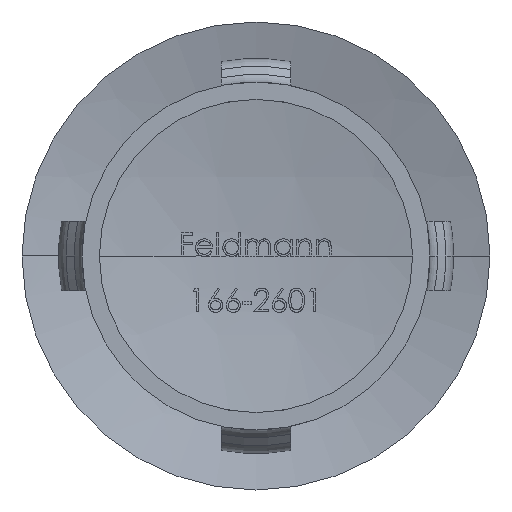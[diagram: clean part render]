
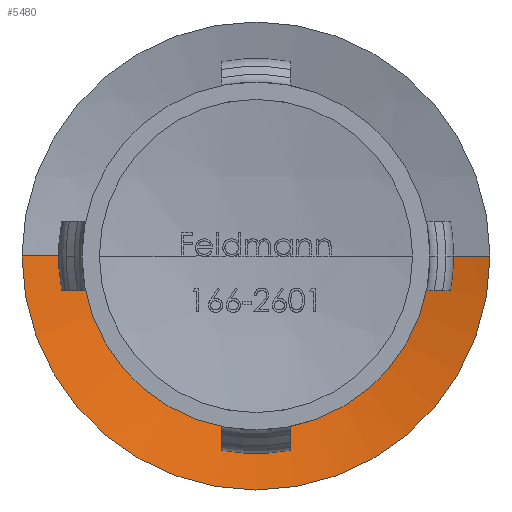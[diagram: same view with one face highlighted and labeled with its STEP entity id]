
A CAD part, front view. The second image highlights one B-rep face of the part: STEP entity #5480.
In plain terms, the highlighted spherical face has radius 47.5 mm.
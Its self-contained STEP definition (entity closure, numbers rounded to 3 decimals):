
#191 = DIRECTION ( 'NONE',  ( 1., 0., 0. ) ) ;
#338 = CARTESIAN_POINT ( 'NONE',  ( -10., 24.435, 0. ) ) ;
#388 = VERTEX_POINT ( 'NONE', #13563 ) ;
#813 = AXIS2_PLACEMENT_3D ( 'NONE', #3917, #9353, #9153 ) ;
#857 = EDGE_CURVE ( 'NONE', #2542, #388, #1533, .T. ) ;
#1277 = VERTEX_POINT ( 'NONE', #10506 ) ;
#1339 = AXIS2_PLACEMENT_3D ( 'NONE', #2795, #11487, #3828 ) ;
#1533 = CIRCLE ( 'NONE', #813, 47.5 ) ;
#2005 = ORIENTED_EDGE ( 'NONE', *, *, #857, .T. ) ;
#2052 = DIRECTION ( 'NONE',  ( 1., 0., 0. ) ) ;
#2225 = AXIS2_PLACEMENT_3D ( 'NONE', #13243, #8883, #191 ) ;
#2542 = VERTEX_POINT ( 'NONE', #338 ) ;
#2795 = CARTESIAN_POINT ( 'NONE',  ( 0., 23.556, 0. ) ) ;
#3828 = DIRECTION ( 'NONE',  ( 1., 0., 0. ) ) ;
#3917 = CARTESIAN_POINT ( 'NONE',  ( 0., -22., 0. ) ) ;
#3957 = DIRECTION ( 'NONE',  ( 0., 0., -1. ) ) ;
#4602 = ORIENTED_EDGE ( 'NONE', *, *, #14033, .F. ) ;
#4741 = EDGE_CURVE ( 'NONE', #388, #1277, #11870, .T. ) ;
#4891 = SPHERICAL_SURFACE ( 'NONE', #9619, 47.5 ) ;
#5480 = ADVANCED_FACE ( 'NONE', ( #7760 ), #4891, .F. ) ;
#6014 = DIRECTION ( 'NONE',  ( -1., 0., 0. ) ) ;
#7195 = EDGE_LOOP ( 'NONE', ( #10986, #2005, #8833, #4602 ) ) ;
#7760 = FACE_OUTER_BOUND ( 'NONE', #7195, .T. ) ;
#8136 = CARTESIAN_POINT ( 'NONE',  ( 0., -22., 0. ) ) ;
#8833 = ORIENTED_EDGE ( 'NONE', *, *, #4741, .T. ) ;
#8883 = DIRECTION ( 'NONE',  ( 0., -1., 0. ) ) ;
#8995 = AXIS2_PLACEMENT_3D ( 'NONE', #9338, #3957, #6014 ) ;
#9153 = DIRECTION ( 'NONE',  ( 1., 0., 0. ) ) ;
#9338 = CARTESIAN_POINT ( 'NONE',  ( 0., -22., 0. ) ) ;
#9353 = DIRECTION ( 'NONE',  ( 0., 0., 1. ) ) ;
#9619 = AXIS2_PLACEMENT_3D ( 'NONE', #8136, #13558, #2052 ) ;
#10243 = CIRCLE ( 'NONE', #2225, 10. ) ;
#10506 = CARTESIAN_POINT ( 'NONE',  ( 13.45, 23.556, 0. ) ) ;
#10986 = ORIENTED_EDGE ( 'NONE', *, *, #13301, .F. ) ;
#11439 = CIRCLE ( 'NONE', #8995, 47.5 ) ;
#11487 = DIRECTION ( 'NONE',  ( 0., -1., 0. ) ) ;
#11725 = CARTESIAN_POINT ( 'NONE',  ( 10., 24.435, 0. ) ) ;
#11870 = CIRCLE ( 'NONE', #1339, 13.45 ) ;
#13155 = VERTEX_POINT ( 'NONE', #11725 ) ;
#13243 = CARTESIAN_POINT ( 'NONE',  ( 0., 24.435, 0. ) ) ;
#13301 = EDGE_CURVE ( 'NONE', #2542, #13155, #10243, .T. ) ;
#13558 = DIRECTION ( 'NONE',  ( 0., 0., 1. ) ) ;
#13563 = CARTESIAN_POINT ( 'NONE',  ( -13.45, 23.556, 0. ) ) ;
#14033 = EDGE_CURVE ( 'NONE', #13155, #1277, #11439, .T. ) ;
